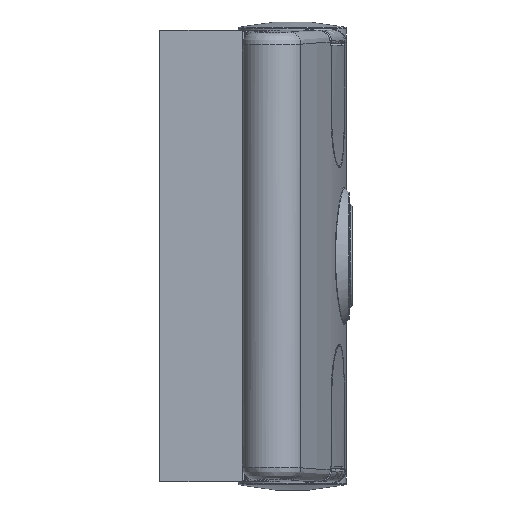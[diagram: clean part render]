
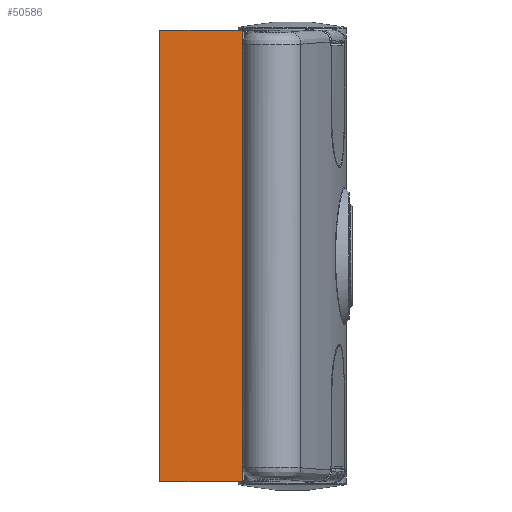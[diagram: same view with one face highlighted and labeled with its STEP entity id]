
A CAD part, front view. The second image highlights one B-rep face of the part: STEP entity #50586.
In plain terms, the highlighted face is planar.
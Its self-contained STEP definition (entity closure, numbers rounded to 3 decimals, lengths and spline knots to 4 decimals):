
#5608=FACE_OUTER_BOUND('',#8623,.T.);
#8623=EDGE_LOOP('',(#38233,#38234,#38235,#38236,#38237,#38238,#38239,#38240));
#11864=LINE('',#95092,#14896);
#11868=LINE('',#95107,#14900);
#11869=LINE('',#95109,#14901);
#11870=LINE('',#95111,#14902);
#11871=LINE('',#95113,#14903);
#11872=LINE('',#95115,#14904);
#11873=LINE('',#95116,#14905);
#11874=LINE('',#95117,#14906);
#14896=VECTOR('',#64401,1.37);
#14900=VECTOR('',#64413,1.37);
#14901=VECTOR('',#64414,0.63);
#14902=VECTOR('',#64415,0.77);
#14903=VECTOR('',#64416,6.24);
#14904=VECTOR('',#64417,0.77);
#14905=VECTOR('',#64418,0.63);
#14906=VECTOR('',#64419,7.5);
#21367=VERTEX_POINT('',#95089);
#21368=VERTEX_POINT('',#95091);
#21374=VERTEX_POINT('',#95105);
#21375=VERTEX_POINT('',#95106);
#21376=VERTEX_POINT('',#95108);
#21377=VERTEX_POINT('',#95110);
#21378=VERTEX_POINT('',#95112);
#21379=VERTEX_POINT('',#95114);
#27243=EDGE_CURVE('',#21368,#21367,#11864,.T.);
#27250=EDGE_CURVE('',#21374,#21375,#11868,.T.);
#27251=EDGE_CURVE('',#21374,#21376,#11869,.T.);
#27252=EDGE_CURVE('',#21376,#21377,#11870,.T.);
#27253=EDGE_CURVE('',#21377,#21378,#11871,.T.);
#27254=EDGE_CURVE('',#21378,#21379,#11872,.T.);
#27255=EDGE_CURVE('',#21379,#21368,#11873,.T.);
#27256=EDGE_CURVE('',#21367,#21375,#11874,.T.);
#38233=ORIENTED_EDGE('',*,*,#27250,.F.);
#38234=ORIENTED_EDGE('',*,*,#27251,.T.);
#38235=ORIENTED_EDGE('',*,*,#27252,.T.);
#38236=ORIENTED_EDGE('',*,*,#27253,.T.);
#38237=ORIENTED_EDGE('',*,*,#27254,.T.);
#38238=ORIENTED_EDGE('',*,*,#27255,.T.);
#38239=ORIENTED_EDGE('',*,*,#27243,.T.);
#38240=ORIENTED_EDGE('',*,*,#27256,.T.);
#45866=PLANE('',#54724);
#50586=ADVANCED_FACE('',(#5608),#45866,.F.);
#54724=AXIS2_PLACEMENT_3D('',#95104,#64411,#64412);
#64401=DIRECTION('',(0.,-1.,0.));
#64411=DIRECTION('center_axis',(1.,0.,0.));
#64412=DIRECTION('ref_axis',(0.,0.,-1.));
#64413=DIRECTION('',(0.,-1.,0.));
#64414=DIRECTION('',(0.,0.,-1.));
#64415=DIRECTION('',(0.,1.,0.));
#64416=DIRECTION('',(0.,0.,-1.));
#64417=DIRECTION('',(0.,-1.,0.));
#64418=DIRECTION('',(0.,0.,-1.));
#64419=DIRECTION('',(0.,0.,1.));
#95089=CARTESIAN_POINT('',(-2.75,-2.2,-3.75));
#95091=CARTESIAN_POINT('',(-2.75,-0.83,-3.75));
#95092=CARTESIAN_POINT('',(-2.75,1.,-3.75));
#95104=CARTESIAN_POINT('Origin',(-2.75,1.,3.75));
#95105=CARTESIAN_POINT('',(-2.75,-0.83,3.75));
#95106=CARTESIAN_POINT('',(-2.75,-2.2,3.75));
#95107=CARTESIAN_POINT('',(-2.75,1.,3.75));
#95108=CARTESIAN_POINT('',(-2.75,-0.83,3.12));
#95109=CARTESIAN_POINT('',(-2.75,-0.83,3.15));
#95110=CARTESIAN_POINT('',(-2.75,-0.06,3.12));
#95111=CARTESIAN_POINT('',(-2.75,1.,3.12));
#95112=CARTESIAN_POINT('',(-2.75,-0.06,-3.12));
#95113=CARTESIAN_POINT('',(-2.75,-0.06,-3.15));
#95114=CARTESIAN_POINT('',(-2.75,-0.83,-3.12));
#95115=CARTESIAN_POINT('',(-2.75,1.,-3.12));
#95116=CARTESIAN_POINT('',(-2.75,-0.83,-3.75));
#95117=CARTESIAN_POINT('',(-2.75,-2.2,3.75));
